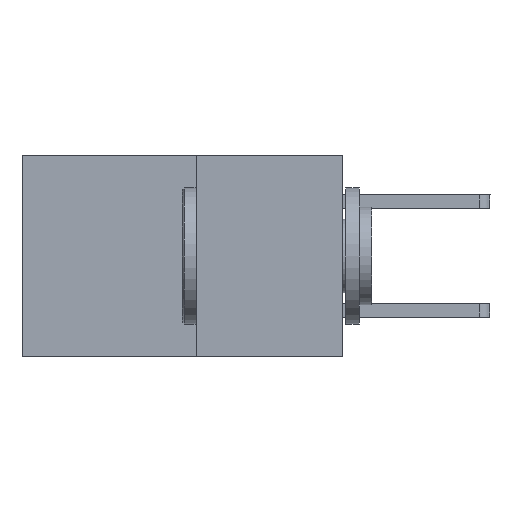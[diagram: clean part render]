
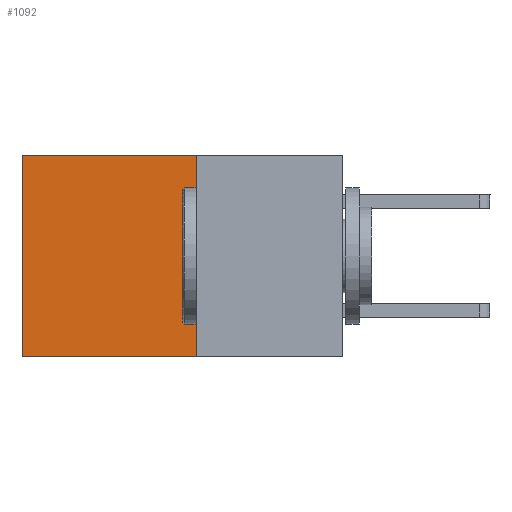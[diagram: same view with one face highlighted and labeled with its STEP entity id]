
A CAD part, left-side view. The second image highlights one B-rep face of the part: STEP entity #1092.
In plain terms, the highlighted planar face has unit normal (-1, 0, 0).
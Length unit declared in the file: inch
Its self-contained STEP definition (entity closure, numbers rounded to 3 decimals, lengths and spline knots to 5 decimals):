
#394 = VERTEX_POINT ( 'NONE', #1627 ) ;
#617 = EDGE_CURVE ( 'NONE', #394, #4548, #10982, .T. ) ;
#714 = ORIENTED_EDGE ( 'NONE', *, *, #3535, .T. ) ;
#1092 = ADVANCED_FACE ( 'NONE', ( #7989 ), #6579, .F. ) ;
#1314 = LINE ( 'NONE', #8953, #8864 ) ;
#1403 = DIRECTION ( 'NONE',  ( 0., 0., -1. ) ) ;
#1627 = CARTESIAN_POINT ( 'NONE',  ( 0.277, 0.27, -0.37 ) ) ;
#2345 = VECTOR ( 'NONE', #7894, 39.37008 ) ;
#2809 = EDGE_CURVE ( 'NONE', #10797, #394, #1314, .T. ) ;
#2864 = EDGE_LOOP ( 'NONE', ( #714, #4565, #5838, #4798 ) ) ;
#3023 = LINE ( 'NONE', #7939, #2345 ) ;
#3535 = EDGE_CURVE ( 'NONE', #7409, #4548, #3023, .T. ) ;
#4548 = VERTEX_POINT ( 'NONE', #6899 ) ;
#4565 = ORIENTED_EDGE ( 'NONE', *, *, #617, .F. ) ;
#4798 = ORIENTED_EDGE ( 'NONE', *, *, #7241, .T. ) ;
#4899 = AXIS2_PLACEMENT_3D ( 'NONE', #10754, #12397, #1403 ) ;
#5143 = DIRECTION ( 'NONE',  ( 0., 1., 0. ) ) ;
#5420 = VECTOR ( 'NONE', #6521, 39.37008 ) ;
#5614 = CARTESIAN_POINT ( 'NONE',  ( 0.277, 0.59, 0. ) ) ;
#5838 = ORIENTED_EDGE ( 'NONE', *, *, #2809, .F. ) ;
#6203 = CARTESIAN_POINT ( 'NONE',  ( 0.277, 0.27, 0. ) ) ;
#6521 = DIRECTION ( 'NONE',  ( 0., 1., 0. ) ) ;
#6531 = CARTESIAN_POINT ( 'NONE',  ( 0.277, 0.27, 0. ) ) ;
#6579 = PLANE ( 'NONE',  #4899 ) ;
#6899 = CARTESIAN_POINT ( 'NONE',  ( 0.277, 0.59, -0.37 ) ) ;
#7241 = EDGE_CURVE ( 'NONE', #10797, #7409, #10613, .T. ) ;
#7324 = CARTESIAN_POINT ( 'NONE',  ( 0.277, 0.27, -0.37 ) ) ;
#7409 = VERTEX_POINT ( 'NONE', #5614 ) ;
#7894 = DIRECTION ( 'NONE',  ( 0., 0., -1. ) ) ;
#7939 = CARTESIAN_POINT ( 'NONE',  ( 0.277, 0.59, -0.37 ) ) ;
#7989 = FACE_OUTER_BOUND ( 'NONE', #2864, .T. ) ;
#8864 = VECTOR ( 'NONE', #8927, 39.37008 ) ;
#8927 = DIRECTION ( 'NONE',  ( 0., 0., -1. ) ) ;
#8953 = CARTESIAN_POINT ( 'NONE',  ( 0.277, 0.27, -0.37 ) ) ;
#10613 = LINE ( 'NONE', #6531, #5420 ) ;
#10711 = VECTOR ( 'NONE', #5143, 39.37008 ) ;
#10754 = CARTESIAN_POINT ( 'NONE',  ( 0.277, 0.27, -0.37 ) ) ;
#10797 = VERTEX_POINT ( 'NONE', #6203 ) ;
#10982 = LINE ( 'NONE', #7324, #10711 ) ;
#12397 = DIRECTION ( 'NONE',  ( 1., 0., 0. ) ) ;
